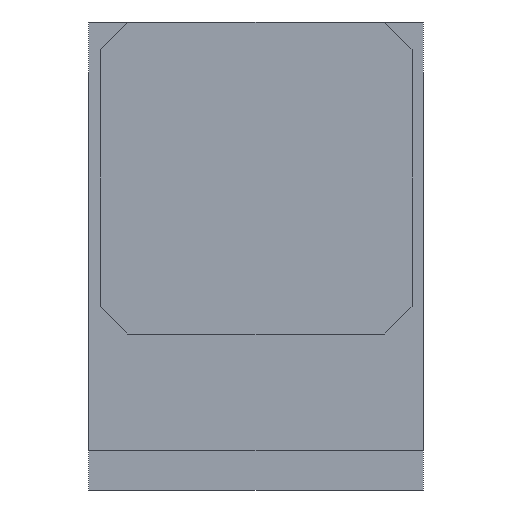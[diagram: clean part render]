
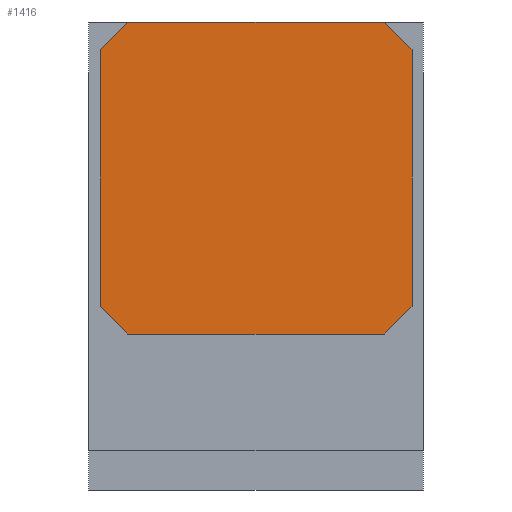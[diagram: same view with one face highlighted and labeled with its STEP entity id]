
A CAD part, front view. The second image highlights one B-rep face of the part: STEP entity #1416.
In plain terms, the highlighted planar face has unit normal (0, -1, 0).
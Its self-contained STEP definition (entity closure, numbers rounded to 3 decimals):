
#132=PLANE('',#1617);
#213=FACE_OUTER_BOUND('',#327,.T.);
#327=EDGE_LOOP('',(#1218,#1219,#1220,#1221,#1222,#1223,#1224,#1225));
#428=LINE('',#2321,#560);
#434=LINE('',#2332,#566);
#441=LINE('',#2348,#573);
#444=LINE('',#2353,#576);
#446=LINE('',#2357,#578);
#448=LINE('',#2361,#580);
#450=LINE('',#2364,#582);
#451=LINE('',#2366,#583);
#560=VECTOR('',#1914,10.);
#566=VECTOR('',#1922,10.);
#573=VECTOR('',#1933,10.);
#576=VECTOR('',#1938,10.);
#578=VECTOR('',#1942,10.);
#580=VECTOR('',#1946,10.);
#582=VECTOR('',#1950,10.);
#583=VECTOR('',#1953,10.);
#742=VERTEX_POINT('',#2319);
#743=VERTEX_POINT('',#2320);
#747=VERTEX_POINT('',#2330);
#753=VERTEX_POINT('',#2346);
#754=VERTEX_POINT('',#2347);
#755=VERTEX_POINT('',#2352);
#756=VERTEX_POINT('',#2356);
#757=VERTEX_POINT('',#2360);
#896=EDGE_CURVE('',#742,#743,#428,.T.);
#902=EDGE_CURVE('',#742,#747,#434,.T.);
#909=EDGE_CURVE('',#753,#754,#441,.T.);
#912=EDGE_CURVE('',#755,#754,#444,.T.);
#914=EDGE_CURVE('',#755,#756,#446,.T.);
#916=EDGE_CURVE('',#757,#747,#448,.T.);
#918=EDGE_CURVE('',#757,#756,#450,.T.);
#919=EDGE_CURVE('',#753,#743,#451,.T.);
#1218=ORIENTED_EDGE('',*,*,#896,.F.);
#1219=ORIENTED_EDGE('',*,*,#902,.T.);
#1220=ORIENTED_EDGE('',*,*,#916,.F.);
#1221=ORIENTED_EDGE('',*,*,#918,.T.);
#1222=ORIENTED_EDGE('',*,*,#914,.F.);
#1223=ORIENTED_EDGE('',*,*,#912,.T.);
#1224=ORIENTED_EDGE('',*,*,#909,.F.);
#1225=ORIENTED_EDGE('',*,*,#919,.T.);
#1416=ADVANCED_FACE('',(#213),#132,.T.);
#1617=AXIS2_PLACEMENT_3D('',#2367,#1954,#1955);
#1914=DIRECTION('',(-0.707,0.,-0.707));
#1922=DIRECTION('',(0.,0.,1.));
#1933=DIRECTION('',(-0.707,0.,0.707));
#1938=DIRECTION('',(0.,0.,-1.));
#1942=DIRECTION('',(0.707,0.,0.707));
#1946=DIRECTION('',(0.707,0.,-0.707));
#1950=DIRECTION('',(-1.,0.,0.));
#1953=DIRECTION('',(1.,0.,0.));
#1954=DIRECTION('center_axis',(0.,-1.,0.));
#1955=DIRECTION('ref_axis',(0.,0.,-1.));
#2319=CARTESIAN_POINT('',(29.,-32.,16.5));
#2320=CARTESIAN_POINT('',(26.5,-32.,14.));
#2321=CARTESIAN_POINT('',(27.75,-32.,15.25));
#2330=CARTESIAN_POINT('',(29.,-32.,39.5));
#2332=CARTESIAN_POINT('',(29.,-32.,42.));
#2346=CARTESIAN_POINT('',(3.5,-32.,14.));
#2347=CARTESIAN_POINT('',(1.,-32.,16.5));
#2348=CARTESIAN_POINT('',(2.25,-32.,15.25));
#2352=CARTESIAN_POINT('',(1.,-32.,39.5));
#2353=CARTESIAN_POINT('',(1.,-32.,14.));
#2356=CARTESIAN_POINT('',(3.5,-32.,42.));
#2357=CARTESIAN_POINT('',(2.25,-32.,40.75));
#2360=CARTESIAN_POINT('',(26.5,-32.,42.));
#2361=CARTESIAN_POINT('',(27.75,-32.,40.75));
#2364=CARTESIAN_POINT('',(1.,-32.,42.));
#2366=CARTESIAN_POINT('',(29.,-32.,14.));
#2367=CARTESIAN_POINT('Origin',(15.,-32.,28.));
